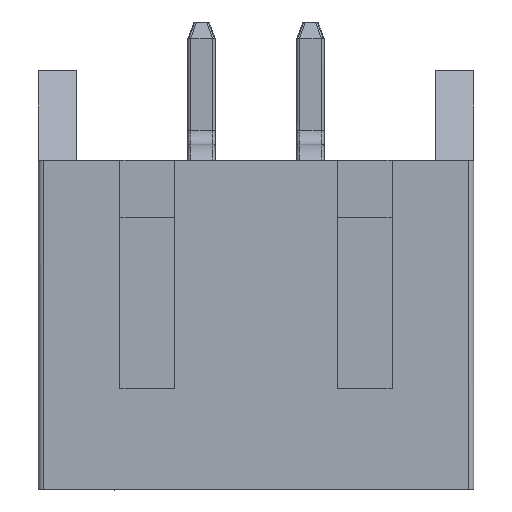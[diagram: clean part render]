
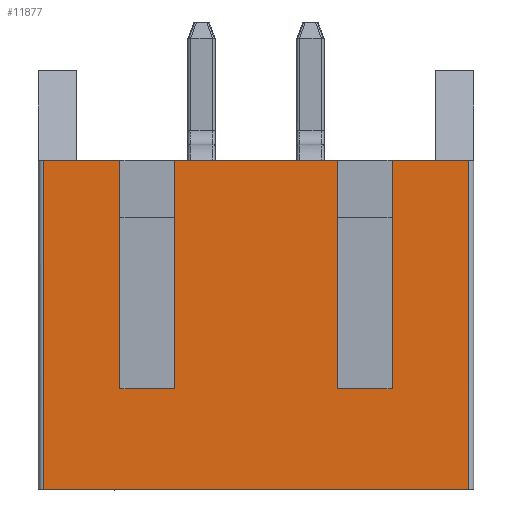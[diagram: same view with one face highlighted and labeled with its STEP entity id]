
A CAD part, top view. The second image highlights one B-rep face of the part: STEP entity #11877.
In plain terms, the highlighted planar face has unit normal (0, 0, 1).
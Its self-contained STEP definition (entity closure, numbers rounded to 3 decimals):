
#385 = EDGE_CURVE ( 'NONE', #12457, #5871, #8438, .T. ) ;
#578 = CARTESIAN_POINT ( 'NONE',  ( -3.9, -1.65, 5.55 ) ) ;
#886 = EDGE_CURVE ( 'NONE', #1828, #14345, #15867, .T. ) ;
#1205 = CARTESIAN_POINT ( 'NONE',  ( 3.9, 4.4, 5.55 ) ) ;
#1526 = EDGE_CURVE ( 'NONE', #5504, #9012, #10104, .T. ) ;
#1574 = VERTEX_POINT ( 'NONE', #11070 ) ;
#1605 = CARTESIAN_POINT ( 'NONE',  ( -3.9, -1.65, 5.55 ) ) ;
#1828 = VERTEX_POINT ( 'NONE', #17357 ) ;
#2500 = VERTEX_POINT ( 'NONE', #1605 ) ;
#2527 = CARTESIAN_POINT ( 'NONE',  ( -2.5, 0.2, 5.55 ) ) ;
#2914 = B_SPLINE_CURVE_WITH_KNOTS ( 'NONE', 1,
 ( #4601, #15568 ),
 .UNSPECIFIED., .F., .F.,
 ( 2, 2 ),
 ( 0., 1.4 ),
 .UNSPECIFIED. ) ;
#3059 = CARTESIAN_POINT ( 'NONE',  ( 3.9, -1.65, 5.55 ) ) ;
#3102 = ORIENTED_EDGE ( 'NONE', *, *, #11283, .T. ) ;
#3439 = CARTESIAN_POINT ( 'NONE',  ( 1.5, 0.2, 5.55 ) ) ;
#3562 = CARTESIAN_POINT ( 'NONE',  ( 3.9, -1.65, 5.55 ) ) ;
#4181 = ORIENTED_EDGE ( 'NONE', *, *, #14781, .T. ) ;
#4601 = CARTESIAN_POINT ( 'NONE',  ( -2.5, 4.4, 5.55 ) ) ;
#4643 = VERTEX_POINT ( 'NONE', #14592 ) ;
#4904 = B_SPLINE_CURVE_WITH_KNOTS ( 'NONE', 1,
 ( #11337, #16767 ),
 .UNSPECIFIED., .F., .F.,
 ( 2, 2 ),
 ( 0., 1.4 ),
 .UNSPECIFIED. ) ;
#4962 = EDGE_LOOP ( 'NONE', ( #15534, #12969, #5753, #14771, #15173, #3102, #4181, #16422, #4995, #7726, #12024, #10037 ) ) ;
#4995 = ORIENTED_EDGE ( 'NONE', *, *, #11012, .T. ) ;
#5278 = PLANE ( 'NONE',  #5835 ) ;
#5368 = FACE_OUTER_BOUND ( 'NONE', #4962, .T. ) ;
#5504 = VERTEX_POINT ( 'NONE', #14022 ) ;
#5516 = CARTESIAN_POINT ( 'NONE',  ( 1.5, 0.2, 5.55 ) ) ;
#5753 = ORIENTED_EDGE ( 'NONE', *, *, #14417, .T. ) ;
#5819 = CARTESIAN_POINT ( 'NONE',  ( -3.9, -1.65, 5.55 ) ) ;
#5835 = AXIS2_PLACEMENT_3D ( 'NONE', #13776, #16157, #9650 ) ;
#5871 = VERTEX_POINT ( 'NONE', #13334 ) ;
#5936 = B_SPLINE_CURVE_WITH_KNOTS ( 'NONE', 1,
 ( #7464, #578 ),
 .UNSPECIFIED., .F., .F.,
 ( 2, 2 ),
 ( -6.05, 0. ),
 .UNSPECIFIED. ) ;
#6193 = EDGE_CURVE ( 'NONE', #8157, #2500, #5936, .T. ) ;
#6825 = EDGE_CURVE ( 'NONE', #14345, #8157, #2914, .T. ) ;
#7022 = CARTESIAN_POINT ( 'NONE',  ( 3.9, -1.65, 5.55 ) ) ;
#7162 = VERTEX_POINT ( 'NONE', #7022 ) ;
#7316 = B_SPLINE_CURVE_WITH_KNOTS ( 'NONE', 1,
 ( #15428, #2527 ),
 .UNSPECIFIED., .F., .F.,
 ( 2, 2 ),
 ( -1., 0. ),
 .UNSPECIFIED. ) ;
#7464 = CARTESIAN_POINT ( 'NONE',  ( -3.9, 4.4, 5.55 ) ) ;
#7726 = ORIENTED_EDGE ( 'NONE', *, *, #886, .T. ) ;
#7930 = B_SPLINE_CURVE_WITH_KNOTS ( 'NONE', 1,
 ( #3439, #14346 ),
 .UNSPECIFIED., .F., .F.,
 ( 2, 2 ),
 ( -4.2, 0. ),
 .UNSPECIFIED. ) ;
#7939 = CARTESIAN_POINT ( 'NONE',  ( -1.5, 0.2, 5.55 ) ) ;
#7988 = B_SPLINE_CURVE_WITH_KNOTS ( 'NONE', 1,
 ( #5819, #3059 ),
 .UNSPECIFIED., .F., .F.,
 ( 2, 2 ),
 ( -7.8, 0. ),
 .UNSPECIFIED. ) ;
#8157 = VERTEX_POINT ( 'NONE', #8909 ) ;
#8162 = CARTESIAN_POINT ( 'NONE',  ( 2.5, 0.2, 5.55 ) ) ;
#8438 = B_SPLINE_CURVE_WITH_KNOTS ( 'NONE', 1,
 ( #8162, #5516 ),
 .UNSPECIFIED., .F., .F.,
 ( 2, 2 ),
 ( -1., 0. ),
 .UNSPECIFIED. ) ;
#8909 = CARTESIAN_POINT ( 'NONE',  ( -3.9, 4.4, 5.55 ) ) ;
#9012 = VERTEX_POINT ( 'NONE', #12461 ) ;
#9650 = DIRECTION ( 'NONE',  ( 1., 0., 0. ) ) ;
#9713 = CARTESIAN_POINT ( 'NONE',  ( 2.5, 0.2, 5.55 ) ) ;
#10037 = ORIENTED_EDGE ( 'NONE', *, *, #6193, .T. ) ;
#10104 = B_SPLINE_CURVE_WITH_KNOTS ( 'NONE', 1,
 ( #11993, #7939 ),
 .UNSPECIFIED., .F., .F.,
 ( 2, 2 ),
 ( -4.2, 0. ),
 .UNSPECIFIED. ) ;
#10800 = B_SPLINE_CURVE_WITH_KNOTS ( 'NONE', 1,
 ( #3562, #12121 ),
 .UNSPECIFIED., .F., .F.,
 ( 2, 2 ),
 ( -6.05, 0. ),
 .UNSPECIFIED. ) ;
#11012 = EDGE_CURVE ( 'NONE', #9012, #1828, #7316, .T. ) ;
#11029 = B_SPLINE_CURVE_WITH_KNOTS ( 'NONE', 1,
 ( #15882, #9713 ),
 .UNSPECIFIED., .F., .F.,
 ( 2, 2 ),
 ( -4.2, 0. ),
 .UNSPECIFIED. ) ;
#11070 = CARTESIAN_POINT ( 'NONE',  ( 2.5, 4.4, 5.55 ) ) ;
#11283 = EDGE_CURVE ( 'NONE', #5871, #4643, #7930, .T. ) ;
#11314 = CARTESIAN_POINT ( 'NONE',  ( 1.5, 4.4, 5.55 ) ) ;
#11337 = CARTESIAN_POINT ( 'NONE',  ( 3.9, 4.4, 5.55 ) ) ;
#11877 = ADVANCED_FACE ( 'NONE', ( #5368 ), #5278, .T. ) ;
#11993 = CARTESIAN_POINT ( 'NONE',  ( -1.5, 4.4, 5.55 ) ) ;
#12024 = ORIENTED_EDGE ( 'NONE', *, *, #6825, .T. ) ;
#12121 = CARTESIAN_POINT ( 'NONE',  ( 3.9, 4.4, 5.55 ) ) ;
#12457 = VERTEX_POINT ( 'NONE', #13474 ) ;
#12461 = CARTESIAN_POINT ( 'NONE',  ( -1.5, 0.2, 5.55 ) ) ;
#12807 = VERTEX_POINT ( 'NONE', #1205 ) ;
#12863 = CARTESIAN_POINT ( 'NONE',  ( -2.5, 4.4, 5.55 ) ) ;
#12969 = ORIENTED_EDGE ( 'NONE', *, *, #14838, .T. ) ;
#13334 = CARTESIAN_POINT ( 'NONE',  ( 1.5, 0.2, 5.55 ) ) ;
#13474 = CARTESIAN_POINT ( 'NONE',  ( 2.5, 0.2, 5.55 ) ) ;
#13776 = CARTESIAN_POINT ( 'NONE',  ( -4.68, -2.255, 5.55 ) ) ;
#13874 = CARTESIAN_POINT ( 'NONE',  ( -2.5, 0.2, 5.55 ) ) ;
#14022 = CARTESIAN_POINT ( 'NONE',  ( -1.5, 4.4, 5.55 ) ) ;
#14345 = VERTEX_POINT ( 'NONE', #12863 ) ;
#14346 = CARTESIAN_POINT ( 'NONE',  ( 1.5, 4.4, 5.55 ) ) ;
#14417 = EDGE_CURVE ( 'NONE', #12807, #1574, #4904, .T. ) ;
#14592 = CARTESIAN_POINT ( 'NONE',  ( 1.5, 4.4, 5.55 ) ) ;
#14771 = ORIENTED_EDGE ( 'NONE', *, *, #15059, .T. ) ;
#14781 = EDGE_CURVE ( 'NONE', #4643, #5504, #17410, .T. ) ;
#14838 = EDGE_CURVE ( 'NONE', #7162, #12807, #10800, .T. ) ;
#15059 = EDGE_CURVE ( 'NONE', #1574, #12457, #11029, .T. ) ;
#15173 = ORIENTED_EDGE ( 'NONE', *, *, #385, .T. ) ;
#15428 = CARTESIAN_POINT ( 'NONE',  ( -1.5, 0.2, 5.55 ) ) ;
#15534 = ORIENTED_EDGE ( 'NONE', *, *, #15597, .T. ) ;
#15568 = CARTESIAN_POINT ( 'NONE',  ( -3.9, 4.4, 5.55 ) ) ;
#15597 = EDGE_CURVE ( 'NONE', #2500, #7162, #7988, .T. ) ;
#15867 = B_SPLINE_CURVE_WITH_KNOTS ( 'NONE', 1,
 ( #13874, #16593 ),
 .UNSPECIFIED., .F., .F.,
 ( 2, 2 ),
 ( -4.2, 0. ),
 .UNSPECIFIED. ) ;
#15882 = CARTESIAN_POINT ( 'NONE',  ( 2.5, 4.4, 5.55 ) ) ;
#16157 = DIRECTION ( 'NONE',  ( 0., 0., 1. ) ) ;
#16422 = ORIENTED_EDGE ( 'NONE', *, *, #1526, .T. ) ;
#16593 = CARTESIAN_POINT ( 'NONE',  ( -2.5, 4.4, 5.55 ) ) ;
#16747 = CARTESIAN_POINT ( 'NONE',  ( -1.5, 4.4, 5.55 ) ) ;
#16767 = CARTESIAN_POINT ( 'NONE',  ( 2.5, 4.4, 5.55 ) ) ;
#17357 = CARTESIAN_POINT ( 'NONE',  ( -2.5, 0.2, 5.55 ) ) ;
#17410 = B_SPLINE_CURVE_WITH_KNOTS ( 'NONE', 1,
 ( #11314, #16747 ),
 .UNSPECIFIED., .F., .F.,
 ( 2, 2 ),
 ( 0., 3. ),
 .UNSPECIFIED. ) ;
